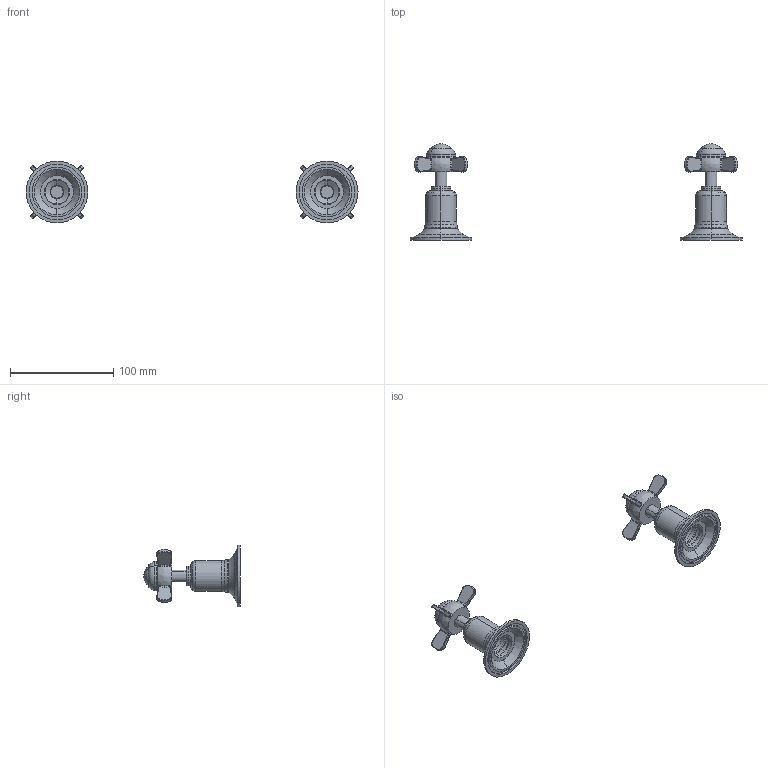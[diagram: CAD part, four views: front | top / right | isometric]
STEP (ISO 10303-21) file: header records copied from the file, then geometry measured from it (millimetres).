
FILE_DESCRIPTION((''),'2;1');
FILE_NAME('98809_ASM','2018-08-13T',('MQ'),(''),'PRO/ENGINEER BY PARAMETRIC TECHNOLOGY CORPORATION, 2012130','PRO/ENGINEER BY PARAMETRIC TECHNOLOGY CORPORATION, 2012130','');
FILE_SCHEMA(('CONFIG_CONTROL_DESIGN'));
Length unit declared in the file: millimetre
Products named in the file (11): MANIFOLD_SOLID_BREP_1744_1; MANIFOLD_SOLID_BREP_1745_1; MANIFOLD_SOLID_BREP_1766_1; MANIFOLD_SOLID_BREP_1777_1; ADMI8CBDCPFU_ASM_1_ASM; 76191_ASM_1_ASM; ACCROSSHANDLE-04; ACCROSSHANDLE-03; ACC-05; ACCROSSHANDLE_ASM; 98809_ASM
Assembly tree (11 placements, depth 4):
  98809_ASM
    76191_ASM_1_ASM
      ADMI8CBDCPFU_ASM_1_ASM
        MANIFOLD_SOLID_BREP_1744_1
        MANIFOLD_SOLID_BREP_1745_1
        MANIFOLD_SOLID_BREP_1766_1
        MANIFOLD_SOLID_BREP_1777_1
    ACCROSSHANDLE_ASM  x2
      ACCROSSHANDLE-04
      ACCROSSHANDLE-03
      ACC-05
Bounding box: 321.5 x 93.5 x 60 mm (x, y, z)
Volume: 77465.2 mm3; surface area: 44975.7 mm2
Topology: 10 solids, 10 shells, 362 faces, 812 edges, 486 vertices
Faces by surface type: cylinder 104, torus 100, bspline 68, plane 66, cone 20, sphere 4
Entity records: 8342 total; most frequent: CARTESIAN_POINT 2832, DIRECTION 1230, ORIENTED_EDGE 1052, AXIS2_PLACEMENT_3D 559, EDGE_CURVE 526, CIRCLE 322, VERTEX_POINT 315, EDGE_LOOP 265
